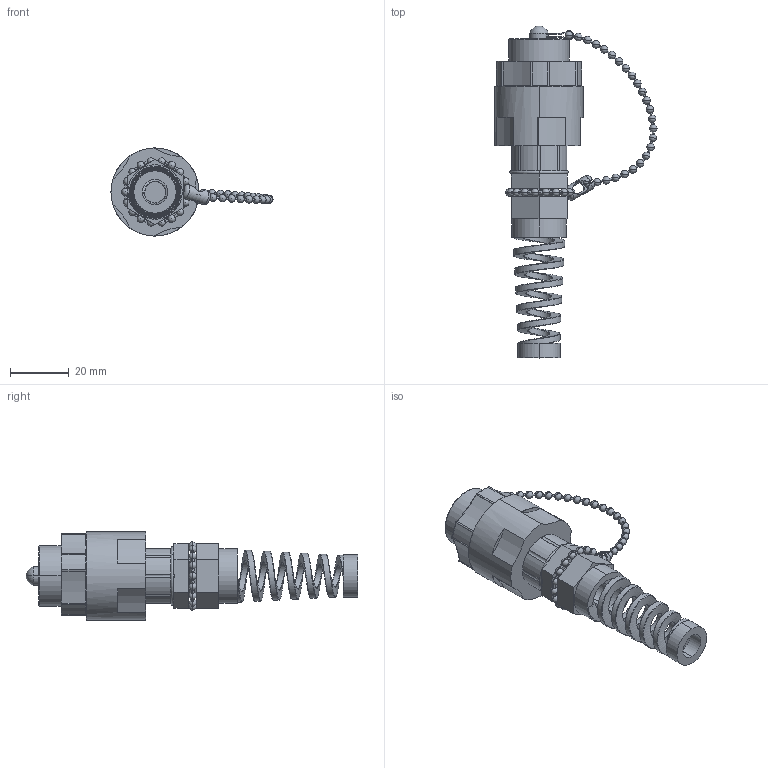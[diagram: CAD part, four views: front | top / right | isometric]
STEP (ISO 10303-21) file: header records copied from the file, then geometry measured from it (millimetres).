
FILE_DESCRIPTION (( 'STEP AP214' ), '1' );
FILE_NAME ('FOC-XPLC2-MM_3D.STEP', '2021-05-26T15:15:39', ( '' ), ( '' ), 'SwSTEP 2.0', 'SolidWorks 2020', '' );
FILE_SCHEMA (( 'AUTOMOTIVE_DESIGN' ));
Length unit declared in the file: inch
Products named in the file (10): FOC-XPLC2-MM_3D; XPM-CAP2(FOC-XPLC2)_90 DEGREE; 1AF02-012-MA1; FOC-XPM-CAP2-MA5; FOC-XPLC2-1; FOC-XPLC2-LC; FOC-XPLC2-MM-M4; XPM-CAP2-MA2; FOC-XPLC2-MA6; XPM-CAP2-MA3
Assembly tree (10 placements, depth 3):
  FOC-XPLC2-MM_3D
    FOC-XPLC2-1
    1AF02-012-MA1
    FOC-XPLC2-LC  x2
    XPM-CAP2(FOC-XPLC2)_90 DEGREE
      XPM-CAP2-MA2
      XPM-CAP2-MA3
    FOC-XPM-CAP2-MA5
    FOC-XPLC2-MA6
    FOC-XPLC2-MM-M4
Bounding box: 55.15 x 112.99 x 29.97 mm (x, y, z)
Volume: 28920.2 mm3; surface area: 20591.8 mm2
Topology: 13 solids, 21 shells, 768 faces, 2110 edges, 1343 vertices
Faces by surface type: cylinder 233, plane 222, sphere 100, torus 95, cone 62, bspline 56
Entity records: 34115 total; most frequent: CARTESIAN_POINT 16644, ORIENTED_EDGE 3232, DIRECTION 3102, EDGE_CURVE 1616, AXIS2_PLACEMENT_3D 1266, VERTEX_POINT 1045, EDGE_LOOP 757, FACE_OUTER_BOUND 676
